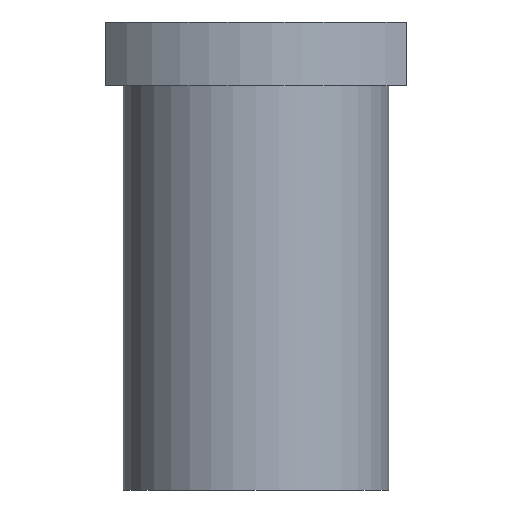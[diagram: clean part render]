
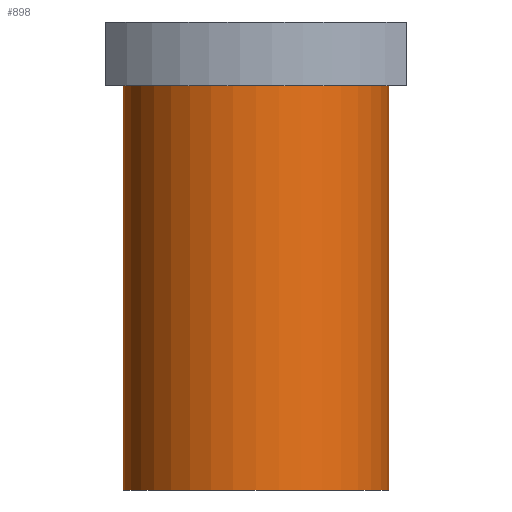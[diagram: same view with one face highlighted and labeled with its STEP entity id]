
A CAD part, front view. The second image highlights one B-rep face of the part: STEP entity #898.
In plain terms, the highlighted cylindrical face has radius 37.5 mm (diameter 75 mm), a partial arc.
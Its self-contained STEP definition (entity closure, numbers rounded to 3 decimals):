
#16=CARTESIAN_POINT('',(0.,0.,-66.));
#17=DIRECTION('',(0.,0.,1.));
#18=DIRECTION('',(-1.,0.,0.));
#19=AXIS2_PLACEMENT_3D('',#16,#17,#18);
#320=DIRECTION('',(0.,0.,1.));
#321=VECTOR('',#320,114.);
#322=CARTESIAN_POINT('',(37.5,0.,-66.));
#323=LINE('',#322,#321);
#324=CARTESIAN_POINT('',(0.,0.,48.));
#325=DIRECTION('',(0.,0.,1.));
#326=DIRECTION('',(-1.,0.,0.));
#327=AXIS2_PLACEMENT_3D('',#324,#325,#326);
#329=DIRECTION('',(0.,0.,1.));
#330=VECTOR('',#329,114.);
#331=CARTESIAN_POINT('',(-37.5,0.,-66.));
#332=LINE('',#331,#330);
#337=CARTESIAN_POINT('',(37.5,0.,-66.));
#338=CARTESIAN_POINT('',(-37.5,0.,-66.));
#339=VERTEX_POINT('',#337);
#340=VERTEX_POINT('',#338);
#393=CARTESIAN_POINT('',(37.5,0.,48.));
#394=CARTESIAN_POINT('',(-37.5,0.,48.));
#395=VERTEX_POINT('',#393);
#396=VERTEX_POINT('',#394);
#887=CARTESIAN_POINT('',(0.,0.,-66.));
#888=DIRECTION('',(0.,0.,1.));
#889=DIRECTION('',(1.,0.,0.));
#890=AXIS2_PLACEMENT_3D('',#887,#888,#889);
#891=CYLINDRICAL_SURFACE('',#890,37.5);
#892=ORIENTED_EDGE('',*,*,#660,.T.);
#893=ORIENTED_EDGE('',*,*,#882,.F.);
#894=ORIENTED_EDGE('',*,*,#436,.F.);
#895=ORIENTED_EDGE('',*,*,#879,.T.);
#896=EDGE_LOOP('',(#892,#893,#894,#895));
#897=FACE_OUTER_BOUND('',#896,.F.);
#898=ADVANCED_FACE('',(#897),#891,.T.);
#20=CIRCLE('',#19,37.5);
#328=CIRCLE('',#327,37.5);
#436=EDGE_CURVE('',#340,#339,#20,.T.);
#660=EDGE_CURVE('',#396,#395,#328,.T.);
#879=EDGE_CURVE('',#340,#396,#332,.T.);
#882=EDGE_CURVE('',#339,#395,#323,.T.);
